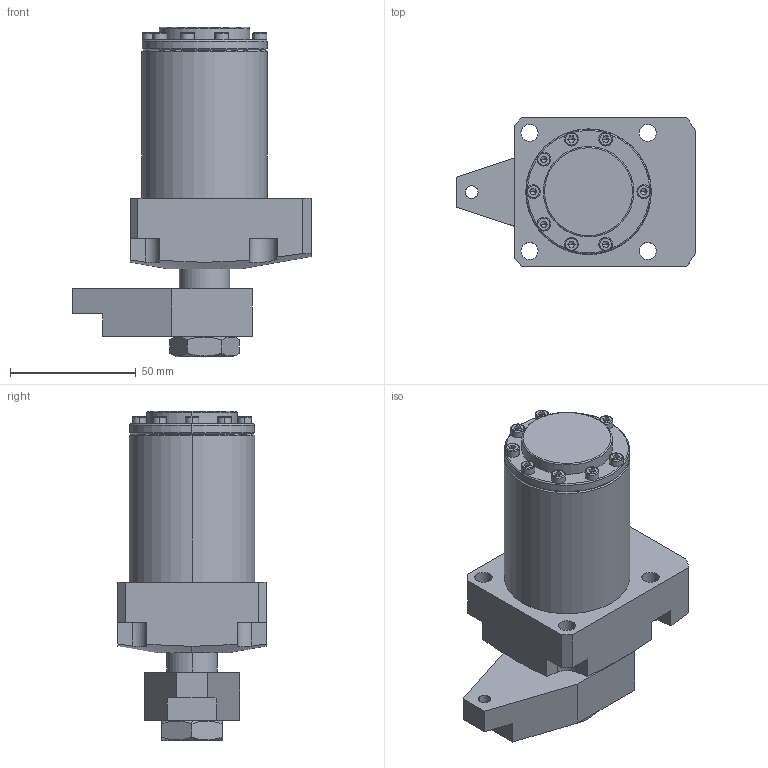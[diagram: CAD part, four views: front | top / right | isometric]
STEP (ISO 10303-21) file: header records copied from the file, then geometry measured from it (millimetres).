
FILE_DESCRIPTION (( 'STEP AP203' ), '1' );
FILE_NAME ('CPF-35U L(R)-90.STEP', '2019-11-13T03:08:11', ( '' ), ( '' ), 'SwSTEP 2.0', 'SolidWorks 2015', '' );
FILE_SCHEMA (( 'CONFIG_CONTROL_DESIGN' ));
Length unit declared in the file: millimetre
Products named in the file (5): CPF-35USL-90G-揤旋_1; CPF-35U L(R)-90; benti; hex thin nuts grades ab gb_GB_FASTENER_NUT_STNABTT M16X1.5-N_1; hexagon socket head cap screws gb_GB_FASTENER_SCREWS_HSHCS M3X12-S_1
Assembly tree (11 placements, depth 2):
  CPF-35U L(R)-90
    benti
    CPF-35USL-90G-揤旋_1
    hexagon socket head cap screws gb_GB_FASTENER_SCREWS_HSHCS M3X12-S_1  x8
    hex thin nuts grades ab gb_GB_FASTENER_NUT_STNABTT M16X1.5-N_1
Bounding box: 95 x 59 x 131 mm (x, y, z)
Volume: 277982.7 mm3; surface area: 43035 mm2
Topology: 11 solids, 11 shells, 2119 faces, 4950 edges, 2869 vertices
Faces by surface type: cone 1242, cylinder 678, plane 176, torus 20, bspline 3
Entity records: 14184 total; most frequent: CARTESIAN_POINT 3990, DIRECTION 2152, ORIENTED_EDGE 1916, EDGE_CURVE 958, AXIS2_PLACEMENT_3D 864, VERTEX_POINT 580, CIRCLE 449, EDGE_LOOP 436
